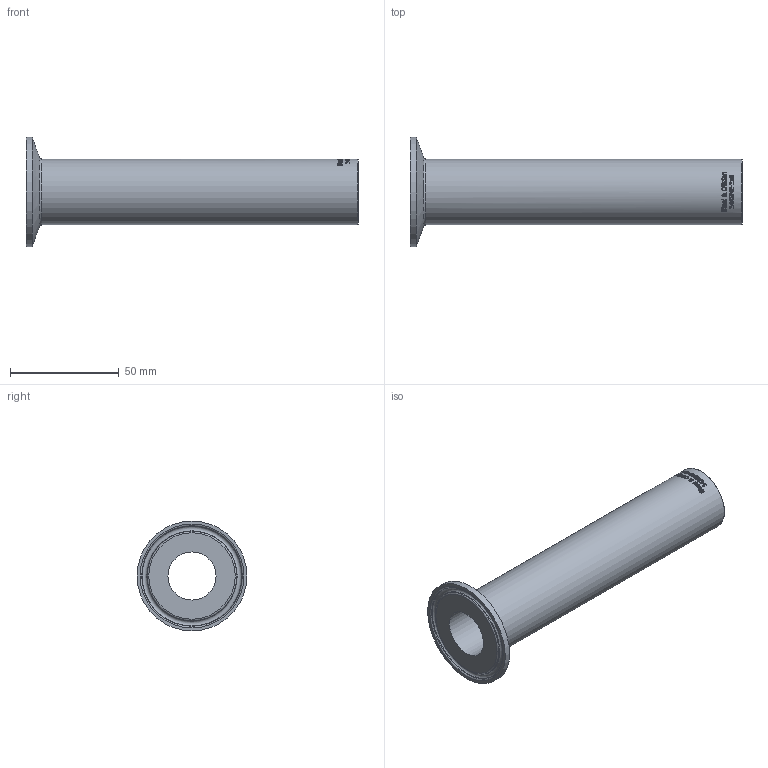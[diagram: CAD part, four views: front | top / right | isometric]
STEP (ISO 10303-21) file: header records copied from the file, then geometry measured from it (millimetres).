
FILE_DESCRIPTION(/* description */ (''),/* implementation_level */ '2;1');
FILE_NAME(/* name */ '14ASME-1X6.stp',/* time_stamp */ '2021-09-22T08:29:46-04:00',/* author */ ('rick'),/* organization */ (''),/* preprocessor_version */ 'ST-DEVELOPER v18',/* originating_system */ 'Autodesk Inventor 2020',/* authorisation */ '');
FILE_SCHEMA (('AUTOMOTIVE_DESIGN { 1 0 10303 214 3 1 1 }'));
Length unit declared in the file: inch
Products named in the file (1): 14ASME-1X6
Bounding box: 152.4 x 50.39 x 50.39 mm (x, y, z)
Volume: 56224.8 mm3; surface area: 28387.1 mm2
Topology: 1 solids, 1 shells, 378 faces, 1034 edges, 694 vertices
Faces by surface type: plane 175, bspline 156, cylinder 38, torus 6, cone 3
Full cylindrical faces by diameter (mm): 22.098 x1, 30.226 x1, 50.394 x1
Entity records: 15305 total; most frequent: CARTESIAN_POINT 6438, ORIENTED_EDGE 2068, DIRECTION 1424, EDGE_CURVE 1034, VERTEX_POINT 694, AXIS2_PLACEMENT_3D 479, LINE 466, VECTOR 466
